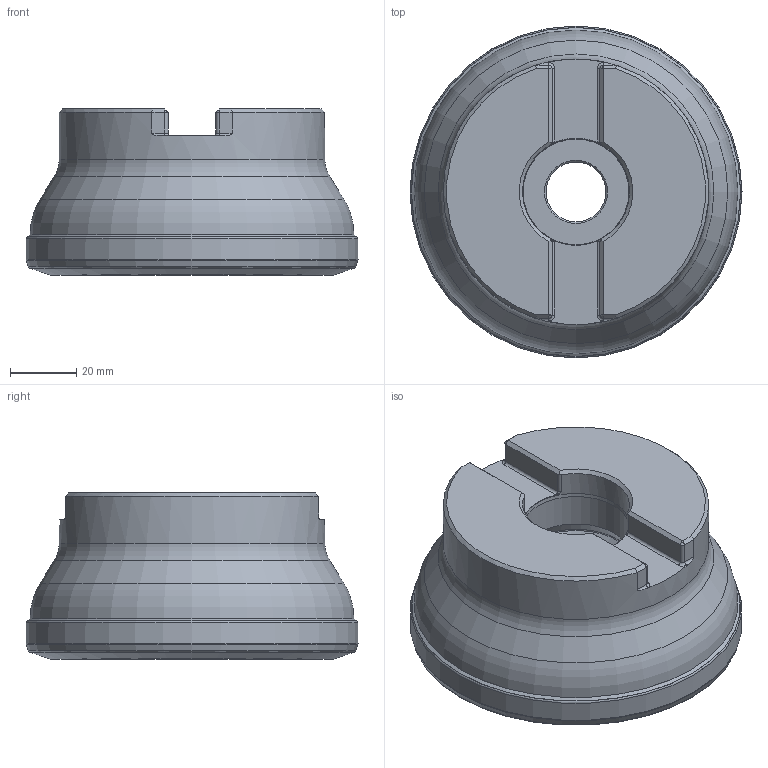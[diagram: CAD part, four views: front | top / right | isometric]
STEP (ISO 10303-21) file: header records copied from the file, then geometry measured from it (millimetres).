
FILE_DESCRIPTION(/* description */ (''),/* implementation_level */ '2;1');
FILE_NAME(/* name */ '100A08R_S19PD09_C_(PDMX-R).stp',/* time_stamp */ '2019-12-03T07:24:43+01:00',/* author */ (''),/* organization */ (''),/* preprocessor_version */ 'ST-DEVELOPER v16.7',/* originating_system */ 'SIEMENS PLM Software NX 12.0',/* authorisation */ '');
FILE_SCHEMA (('AUTOMOTIVE_DESIGN { 1 0 10303 214 3 1 1 1 }'));
Length unit declared in the file: millimetre
Products named in the file (1): wq70057CCD62x77a
Bounding box: 99.99 x 99.99 x 50 mm (x, y, z)
Volume: 265547.5 mm3; surface area: 42672.5 mm2
Topology: 2 solids, 2 shells, 123 faces, 274 edges, 151 vertices
Faces by surface type: revolution 34, cylinder 28, plane 24, torus 19, cone 18
Full cylindrical faces by diameter (mm): 18 x1, 32.008 x1, 32.2 x1, 45.1 x1, 80 x1, 97.5 x1
Entity records: 3375 total; most frequent: CARTESIAN_POINT 892, DIRECTION 506, ORIENTED_EDGE 412, EDGE_CURVE 206, AXIS2_PLACEMENT_3D 204, EDGE_LOOP 188, VERTEX_POINT 148, FACE_BOUND 130
